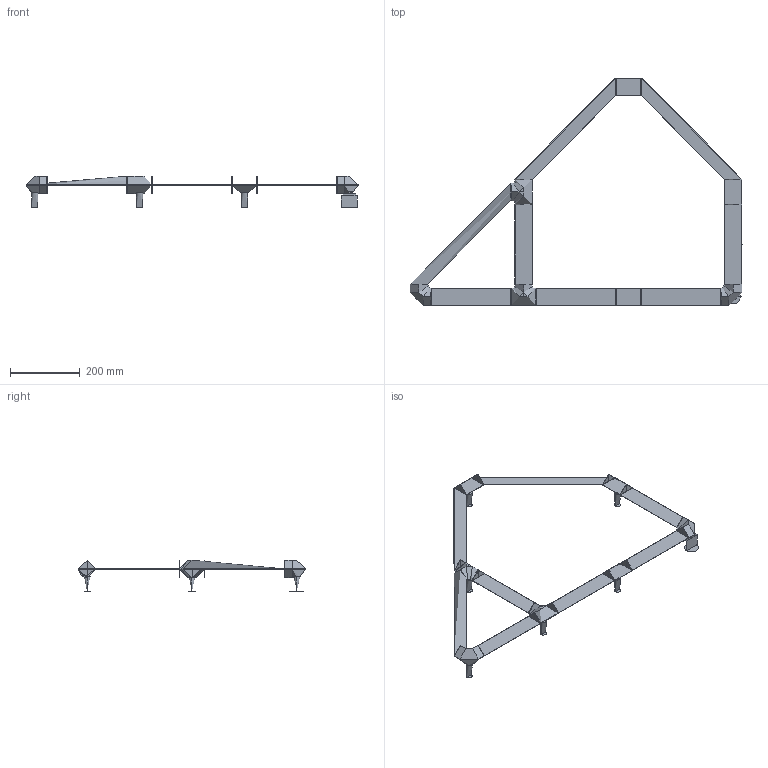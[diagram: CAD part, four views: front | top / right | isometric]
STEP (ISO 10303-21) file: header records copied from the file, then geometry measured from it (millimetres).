
FILE_DESCRIPTION(/* description */ (''),/* implementation_level */ '2;1');
FILE_NAME(/* name */ 'alphabet of light_B',/* time_stamp */ '2017-06-16T15:15:03+02:00',/* author */ (''),/* organization */ (''),/* preprocessor_version */ 'ST-DEVELOPER v10',/* originating_system */ '',/* authorisation */ '');
FILE_SCHEMA (('AUTOMOTIVE_DESIGN'));
Length unit declared in the file: millimetre
Products named in the file (1): 1
Bounding box: 950.06 x 649.96 x 90 mm (x, y, z)
Volume: 128494.4 mm3; surface area: 484103.2 mm2
Topology: 8 solids, 47 shells, 495 faces, 2294 edges, 1327 vertices
Faces by surface type: bspline 305, plane 190
Entity records: 28624 total; most frequent: CARTESIAN_POINT 18023, ORIENTED_EDGE 3216, EDGE_CURVE 2280, VERTEX_POINT 1301, B_SPLINE_CURVE_WITH_KNOTS 1112, EDGE_LOOP 500, ADVANCED_FACE 495, FACE_OUTER_BOUND 495
